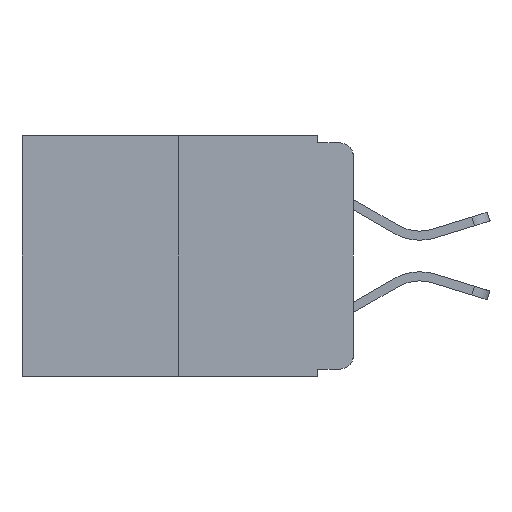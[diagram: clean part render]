
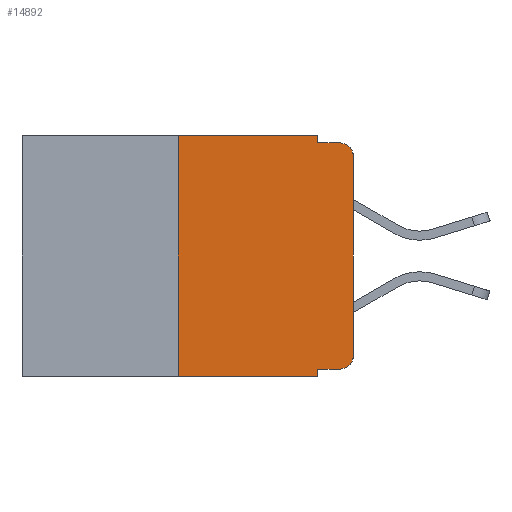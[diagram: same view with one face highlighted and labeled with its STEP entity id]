
A CAD part, left-side view. The second image highlights one B-rep face of the part: STEP entity #14892.
In plain terms, the highlighted planar face has unit normal (-1, 0, 0).
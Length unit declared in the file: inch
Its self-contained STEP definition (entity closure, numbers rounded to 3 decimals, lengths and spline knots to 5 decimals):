
#477 = CARTESIAN_POINT ( 'NONE',  ( 0., 0., -0.03 ) ) ;
#780 = VECTOR ( 'NONE', #4355, 39.37008 ) ;
#961 = CARTESIAN_POINT ( 'NONE',  ( 0., 0.051, 0. ) ) ;
#1128 = VECTOR ( 'NONE', #10331, 39.37008 ) ;
#1219 = LINE ( 'NONE', #6541, #10247 ) ;
#1698 = EDGE_CURVE ( 'NONE', #10102, #3801, #10231, .T. ) ;
#1906 = VERTEX_POINT ( 'NONE', #7594 ) ;
#2312 = CARTESIAN_POINT ( 'NONE',  ( 0., 0.25, 0. ) ) ;
#2387 = CARTESIAN_POINT ( 'NONE',  ( 0., 0.051, 0. ) ) ;
#2424 = DIRECTION ( 'NONE',  ( 0., -1., 0. ) ) ;
#2436 = ORIENTED_EDGE ( 'NONE', *, *, #7079, .F. ) ;
#2497 = VERTEX_POINT ( 'NONE', #11545 ) ;
#2671 = CARTESIAN_POINT ( 'NONE',  ( 0., 0.051, -0.333 ) ) ;
#2783 = EDGE_CURVE ( 'NONE', #13632, #4681, #4106, .T. ) ;
#2946 = DIRECTION ( 'NONE',  ( 0., -1., 0. ) ) ;
#2995 = ORIENTED_EDGE ( 'NONE', *, *, #2783, .T. ) ;
#3171 = EDGE_CURVE ( 'NONE', #13632, #13503, #11466, .T. ) ;
#3272 = CARTESIAN_POINT ( 'NONE',  ( 0., 0.02, -0.333 ) ) ;
#3370 = DIRECTION ( 'NONE',  ( 0., 0., -1. ) ) ;
#3467 = CARTESIAN_POINT ( 'NONE',  ( 0., 0.473, -0.343 ) ) ;
#3630 = EDGE_CURVE ( 'NONE', #10102, #13503, #4458, .T. ) ;
#3684 = DIRECTION ( 'NONE',  ( 0., -1., 0. ) ) ;
#3690 = ORIENTED_EDGE ( 'NONE', *, *, #15190, .F. ) ;
#3801 = VERTEX_POINT ( 'NONE', #2312 ) ;
#4106 = LINE ( 'NONE', #2671, #8376 ) ;
#4355 = DIRECTION ( 'NONE',  ( 0., 0., -1. ) ) ;
#4458 = LINE ( 'NONE', #3467, #1128 ) ;
#4581 = CARTESIAN_POINT ( 'NONE',  ( 0., 0.25, -0.343 ) ) ;
#4681 = VERTEX_POINT ( 'NONE', #3272 ) ;
#5594 = DIRECTION ( 'NONE',  ( -1., 0., 0. ) ) ;
#5650 = EDGE_CURVE ( 'NONE', #14618, #1906, #9018, .T. ) ;
#5760 = PLANE ( 'NONE',  #14791 ) ;
#5978 = ORIENTED_EDGE ( 'NONE', *, *, #13698, .T. ) ;
#5988 = EDGE_CURVE ( 'NONE', #10715, #1906, #11580, .T. ) ;
#6199 = CARTESIAN_POINT ( 'NONE',  ( 0., 0., 0. ) ) ;
#6452 = CIRCLE ( 'NONE', #8397, 0.02 ) ;
#6541 = CARTESIAN_POINT ( 'NONE',  ( 0., 0.473, 0. ) ) ;
#6597 = DIRECTION ( 'NONE',  ( 0., 0., -1. ) ) ;
#6769 = CARTESIAN_POINT ( 'NONE',  ( 0., 0.051, -0.343 ) ) ;
#7079 = EDGE_CURVE ( 'NONE', #3801, #2497, #1219, .T. ) ;
#7553 = ORIENTED_EDGE ( 'NONE', *, *, #9015, .T. ) ;
#7594 = CARTESIAN_POINT ( 'NONE',  ( 0., 0.02, -0.01 ) ) ;
#8061 = DIRECTION ( 'NONE',  ( 1., 0., 0. ) ) ;
#8096 = VECTOR ( 'NONE', #2424, 39.37008 ) ;
#8376 = VECTOR ( 'NONE', #3684, 39.37008 ) ;
#8397 = AXIS2_PLACEMENT_3D ( 'NONE', #10187, #13742, #6597 ) ;
#8436 = EDGE_LOOP ( 'NONE', ( #7553, #9688, #8892, #3690, #2436, #12283, #12391, #12728, #2995, #5978 ) ) ;
#8704 = LINE ( 'NONE', #6199, #12400 ) ;
#8892 = ORIENTED_EDGE ( 'NONE', *, *, #5988, .F. ) ;
#9015 = EDGE_CURVE ( 'NONE', #14392, #14618, #8704, .T. ) ;
#9018 = CIRCLE ( 'NONE', #11329, 0.02 ) ;
#9078 = CARTESIAN_POINT ( 'NONE',  ( 0., 0.02, -0.03 ) ) ;
#9688 = ORIENTED_EDGE ( 'NONE', *, *, #5650, .T. ) ;
#10102 = VERTEX_POINT ( 'NONE', #4581 ) ;
#10187 = CARTESIAN_POINT ( 'NONE',  ( 0., 0.02, -0.313 ) ) ;
#10231 = LINE ( 'NONE', #14276, #15004 ) ;
#10247 = VECTOR ( 'NONE', #2946, 39.37008 ) ;
#10268 = DIRECTION ( 'NONE',  ( 0., 0., -1. ) ) ;
#10331 = DIRECTION ( 'NONE',  ( 0., -1., 0. ) ) ;
#10715 = VERTEX_POINT ( 'NONE', #14051 ) ;
#11329 = AXIS2_PLACEMENT_3D ( 'NONE', #9078, #5594, #10268 ) ;
#11466 = LINE ( 'NONE', #961, #780 ) ;
#11545 = CARTESIAN_POINT ( 'NONE',  ( 0., 0.051, 0. ) ) ;
#11580 = LINE ( 'NONE', #12933, #8096 ) ;
#12141 = DIRECTION ( 'NONE',  ( 0., 0., -1. ) ) ;
#12283 = ORIENTED_EDGE ( 'NONE', *, *, #1698, .F. ) ;
#12391 = ORIENTED_EDGE ( 'NONE', *, *, #3630, .T. ) ;
#12400 = VECTOR ( 'NONE', #13087, 39.37008 ) ;
#12479 = LINE ( 'NONE', #2387, #13024 ) ;
#12662 = CARTESIAN_POINT ( 'NONE',  ( 0., 0., -0.313 ) ) ;
#12728 = ORIENTED_EDGE ( 'NONE', *, *, #3171, .F. ) ;
#12933 = CARTESIAN_POINT ( 'NONE',  ( 0., 0.051, -0.01 ) ) ;
#13024 = VECTOR ( 'NONE', #12141, 39.37008 ) ;
#13043 = FACE_OUTER_BOUND ( 'NONE', #8436, .T. ) ;
#13087 = DIRECTION ( 'NONE',  ( 0., 0., 1. ) ) ;
#13503 = VERTEX_POINT ( 'NONE', #6769 ) ;
#13632 = VERTEX_POINT ( 'NONE', #14263 ) ;
#13698 = EDGE_CURVE ( 'NONE', #4681, #14392, #6452, .T. ) ;
#13742 = DIRECTION ( 'NONE',  ( -1., 0., 0. ) ) ;
#13929 = CARTESIAN_POINT ( 'NONE',  ( 0., 0.473, 0. ) ) ;
#14051 = CARTESIAN_POINT ( 'NONE',  ( 0., 0.051, -0.01 ) ) ;
#14263 = CARTESIAN_POINT ( 'NONE',  ( 0., 0.051, -0.333 ) ) ;
#14276 = CARTESIAN_POINT ( 'NONE',  ( 0., 0.25, 0. ) ) ;
#14392 = VERTEX_POINT ( 'NONE', #12662 ) ;
#14474 = DIRECTION ( 'NONE',  ( 0., 0., 1. ) ) ;
#14618 = VERTEX_POINT ( 'NONE', #477 ) ;
#14791 = AXIS2_PLACEMENT_3D ( 'NONE', #13929, #8061, #3370 ) ;
#14892 = ADVANCED_FACE ( 'NONE', ( #13043 ), #5760, .F. ) ;
#15004 = VECTOR ( 'NONE', #14474, 39.37008 ) ;
#15190 = EDGE_CURVE ( 'NONE', #2497, #10715, #12479, .T. ) ;
